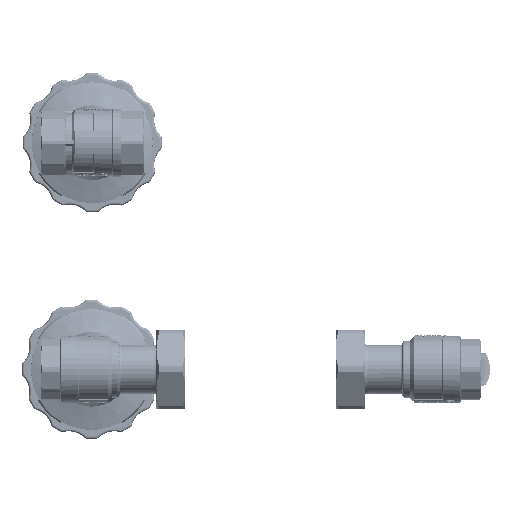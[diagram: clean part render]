
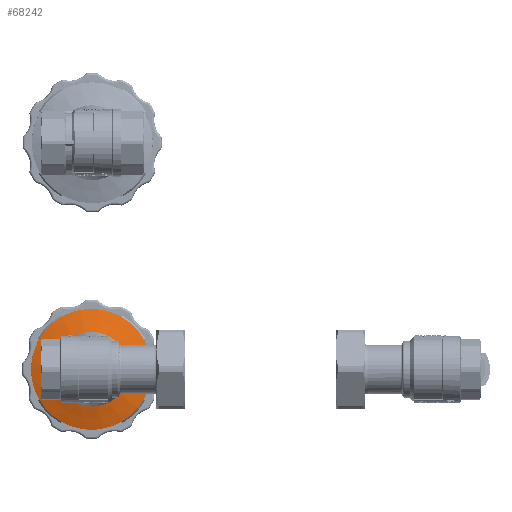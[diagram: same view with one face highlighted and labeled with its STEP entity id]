
A CAD part, front view. The second image highlights one B-rep face of the part: STEP entity #68242.
In plain terms, the highlighted conical face has half-angle 73.56 degrees and reference radius 32.375 mm.
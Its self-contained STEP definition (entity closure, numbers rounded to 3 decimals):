
#306=CONICAL_SURFACE('',#73300,32.375,1.284);
#16635=ORIENTED_EDGE('',*,*,#37493,.F.);
#16636=ORIENTED_EDGE('',*,*,#37492,.T.);
#37492=EDGE_CURVE('',#47992,#47992,#55219,.T.);
#37493=EDGE_CURVE('',#47993,#47993,#55220,.T.);
#47992=VERTEX_POINT('',#102077);
#47993=VERTEX_POINT('',#102080);
#55219=CIRCLE('',#73299,24.75);
#55220=CIRCLE('',#73301,40.);
#58882=EDGE_LOOP('',(#16635));
#58883=EDGE_LOOP('',(#16636));
#63310=FACE_BOUND('',#58882,.T.);
#63311=FACE_BOUND('',#58883,.T.);
#68242=ADVANCED_FACE('',(#63310,#63311),#306,.T.);
#73299=AXIS2_PLACEMENT_3D('',#102076,#81483,#81484);
#73300=AXIS2_PLACEMENT_3D('',#102078,#81485,#81486);
#73301=AXIS2_PLACEMENT_3D('',#102079,#81487,#81488);
#81483=DIRECTION('',(0.,1.,0.));
#81484=DIRECTION('',(1.,0.,0.));
#81485=DIRECTION('',(0.,1.,0.));
#81486=DIRECTION('',(1.,0.,0.));
#81487=DIRECTION('',(0.,1.,0.));
#81488=DIRECTION('',(-1.,0.,0.));
#102076=CARTESIAN_POINT('',(0.,41.,0.));
#102077=CARTESIAN_POINT('',(24.75,41.,0.));
#102078=CARTESIAN_POINT('',(0.,43.25,0.));
#102079=CARTESIAN_POINT('',(0.,45.5,0.));
#102080=CARTESIAN_POINT('',(-40.,45.5,0.));
